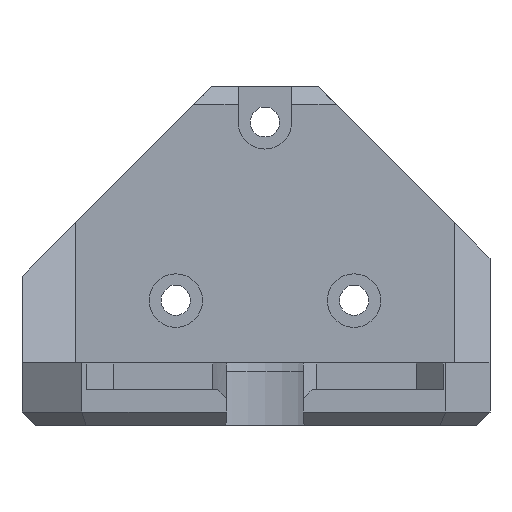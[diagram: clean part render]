
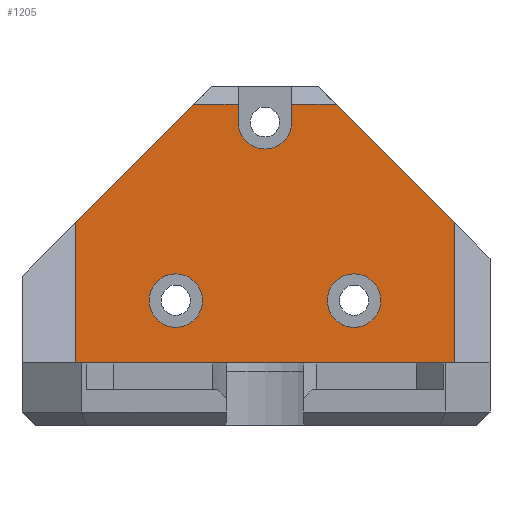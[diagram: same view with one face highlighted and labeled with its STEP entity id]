
A CAD part, front view. The second image highlights one B-rep face of the part: STEP entity #1205.
In plain terms, the highlighted planar face has unit normal (0, -1, 0).
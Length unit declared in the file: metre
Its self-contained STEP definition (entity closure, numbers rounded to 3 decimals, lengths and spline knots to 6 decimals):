
#1205 = ADVANCED_FACE( '', ( #2593, #2594, #2595 ), #2596, .T. );
#2593 = FACE_OUTER_BOUND( '', #4157, .T. );
#2594 = FACE_BOUND( '', #4158, .T. );
#2595 = FACE_BOUND( '', #4159, .T. );
#2596 = PLANE( '', #4160 );
#4157 = EDGE_LOOP( '', ( #7606, #7607, #7608, #7609, #7610, #7611, #7612, #7613, #7614, #7615 ) );
#4158 = EDGE_LOOP( '', ( #7616 ) );
#4159 = EDGE_LOOP( '', ( #7617 ) );
#4160 = AXIS2_PLACEMENT_3D( '', #7618, #7619, #7620 );
#7606 = ORIENTED_EDGE( '', *, *, #8966, .F. );
#7607 = ORIENTED_EDGE( '', *, *, #9206, .T. );
#7608 = ORIENTED_EDGE( '', *, *, #9217, .T. );
#7609 = ORIENTED_EDGE( '', *, *, #9633, .T. );
#7610 = ORIENTED_EDGE( '', *, *, #10123, .F. );
#7611 = ORIENTED_EDGE( '', *, *, #10124, .T. );
#7612 = ORIENTED_EDGE( '', *, *, #10125, .F. );
#7613 = ORIENTED_EDGE( '', *, *, #8977, .F. );
#7614 = ORIENTED_EDGE( '', *, *, #10044, .F. );
#7615 = ORIENTED_EDGE( '', *, *, #8955, .T. );
#7616 = ORIENTED_EDGE( '', *, *, #8822, .T. );
#7617 = ORIENTED_EDGE( '', *, *, #9900, .T. );
#7618 = CARTESIAN_POINT( '', ( 0.001, -0.0077, 0.0228 ) );
#7619 = DIRECTION( '', ( 0., -1., 0. ) );
#7620 = DIRECTION( '', ( 1., 0., 0. ) );
#8822 = EDGE_CURVE( '', #10465, #10465, #10466, .T. );
#8955 = EDGE_CURVE( '', #10702, #10700, #10703, .T. );
#8966 = EDGE_CURVE( '', #10719, #10700, #10721, .T. );
#8977 = EDGE_CURVE( '', #10739, #10741, #10742, .T. );
#9206 = EDGE_CURVE( '', #10719, #11125, #11127, .T. );
#9217 = EDGE_CURVE( '', #11125, #11145, #11146, .T. );
#9633 = EDGE_CURVE( '', #11145, #11784, #11787, .T. );
#9900 = EDGE_CURVE( '', #12153, #12153, #12154, .T. );
#10044 = EDGE_CURVE( '', #10702, #10739, #12333, .T. );
#10123 = EDGE_CURVE( '', #12425, #11784, #12426, .T. );
#10124 = EDGE_CURVE( '', #12425, #12427, #12428, .T. );
#10125 = EDGE_CURVE( '', #10741, #12427, #12429, .T. );
#10465 = VERTEX_POINT( '', #12833 );
#10466 = CIRCLE( '', #12834, 0.003 );
#10700 = VERTEX_POINT( '', #13159 );
#10702 = VERTEX_POINT( '', #13162 );
#10703 = LINE( '', #13163, #13164 );
#10719 = VERTEX_POINT( '', #13186 );
#10721 = LINE( '', #13189, #13190 );
#10739 = VERTEX_POINT( '', #13214 );
#10741 = VERTEX_POINT( '', #13217 );
#10742 = LINE( '', #13218, #13219 );
#11125 = VERTEX_POINT( '', #13758 );
#11127 = LINE( '', #13761, #13762 );
#11145 = VERTEX_POINT( '', #13785 );
#11146 = CIRCLE( '', #13786, 0.003 );
#11784 = VERTEX_POINT( '', #14683 );
#11787 = LINE( '', #14687, #14688 );
#12153 = VERTEX_POINT( '', #15205 );
#12154 = CIRCLE( '', #15206, 0.003 );
#12333 = LINE( '', #15462, #15463 );
#12425 = VERTEX_POINT( '', #15593 );
#12426 = LINE( '', #15594, #15595 );
#12427 = VERTEX_POINT( '', #15596 );
#12428 = LINE( '', #15597, #15598 );
#12429 = LINE( '', #15599, #15600 );
#12833 = CARTESIAN_POINT( '', ( -0.012, -0.0077, 0.0143 ) );
#12834 = AXIS2_PLACEMENT_3D( '', #15997, #15998, #15999 );
#13159 = CARTESIAN_POINT( '', ( 0.009, -0.0077, 0.0363 ) );
#13162 = CARTESIAN_POINT( '', ( 0.02225, -0.0077, 0.02305 ) );
#13163 = CARTESIAN_POINT( '', ( 0.009375, -0.0077, 0.035925 ) );
#13164 = VECTOR( '', #16140, 1. );
#13186 = CARTESIAN_POINT( '', ( 0.004, -0.0077, 0.0363 ) );
#13189 = CARTESIAN_POINT( '', ( 0.013625, -0.0077, 0.0363 ) );
#13190 = VECTOR( '', #16151, 1. );
#13214 = CARTESIAN_POINT( '', ( 0.02225, -0.0077, 0.0073 ) );
#13217 = CARTESIAN_POINT( '', ( -0.02025, -0.0077, 0.0073 ) );
#13218 = CARTESIAN_POINT( '', ( 0.011625, -0.0077, 0.0073 ) );
#13219 = VECTOR( '', #16165, 1. );
#13758 = CARTESIAN_POINT( '', ( 0.004, -0.0077, 0.0343 ) );
#13761 = CARTESIAN_POINT( '', ( 0.004, -0.0077, 0.03055 ) );
#13762 = VECTOR( '', #16401, 1. );
#13785 = CARTESIAN_POINT( '', ( -0.002, -0.0077, 0.0343 ) );
#13786 = AXIS2_PLACEMENT_3D( '', #16413, #16414, #16415 );
#14683 = CARTESIAN_POINT( '', ( -0.002, -0.0077, 0.0363 ) );
#14687 = CARTESIAN_POINT( '', ( -0.002, -0.0077, 0.02855 ) );
#14688 = VECTOR( '', #16853, 1. );
#15205 = CARTESIAN_POINT( '', ( 0.008, -0.0077, 0.0143 ) );
#15206 = AXIS2_PLACEMENT_3D( '', #17119, #17120, #17121 );
#15462 = CARTESIAN_POINT( '', ( 0.02225, -0.0077, 0.03055 ) );
#15463 = VECTOR( '', #17235, 1. );
#15593 = CARTESIAN_POINT( '', ( -0.007, -0.0077, 0.0363 ) );
#15594 = CARTESIAN_POINT( '', ( 0.013625, -0.0077, 0.0363 ) );
#15595 = VECTOR( '', #17289, 1. );
#15596 = CARTESIAN_POINT( '', ( -0.02025, -0.0077, 0.02305 ) );
#15597 = CARTESIAN_POINT( '', ( -0.018, -0.0077, 0.0253 ) );
#15598 = VECTOR( '', #17290, 1. );
#15599 = CARTESIAN_POINT( '', ( -0.02025, -0.0077, 0.01505 ) );
#15600 = VECTOR( '', #17291, 1. );
#15997 = CARTESIAN_POINT( '', ( -0.009, -0.0077, 0.0143 ) );
#15998 = DIRECTION( '', ( 0., 1., 0. ) );
#15999 = DIRECTION( '', ( -1., 0., 0. ) );
#16140 = DIRECTION( '', ( -0.707, 0., 0.707 ) );
#16151 = DIRECTION( '', ( 1., 0., 0. ) );
#16165 = DIRECTION( '', ( -1., 0., 0. ) );
#16401 = DIRECTION( '', ( 0., 0., -1. ) );
#16413 = CARTESIAN_POINT( '', ( 0.001, -0.0077, 0.0343 ) );
#16414 = DIRECTION( '', ( 0., 1., 0. ) );
#16415 = DIRECTION( '', ( -1., 0., 0. ) );
#16853 = DIRECTION( '', ( 0., 0., 1. ) );
#17119 = CARTESIAN_POINT( '', ( 0.011, -0.0077, 0.0143 ) );
#17120 = DIRECTION( '', ( 0., 1., 0. ) );
#17121 = DIRECTION( '', ( -1., 0., 0. ) );
#17235 = DIRECTION( '', ( 0., 0., -1. ) );
#17289 = DIRECTION( '', ( 1., 0., 0. ) );
#17290 = DIRECTION( '', ( -0.707, 0., -0.707 ) );
#17291 = DIRECTION( '', ( 0., 0., 1. ) );
